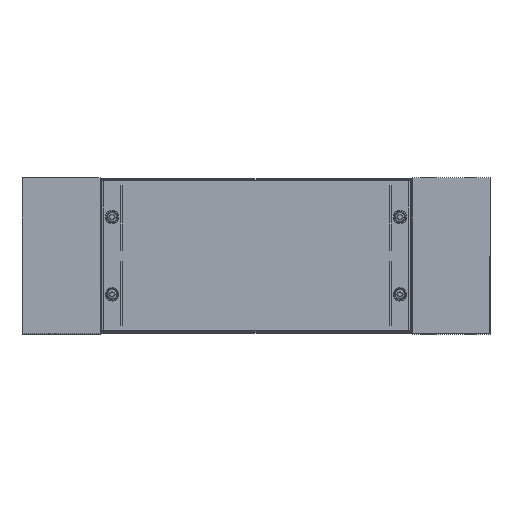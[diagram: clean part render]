
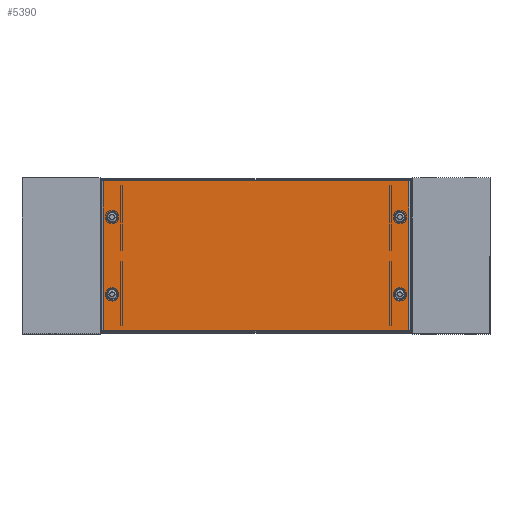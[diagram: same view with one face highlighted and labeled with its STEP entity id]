
A CAD part, top view. The second image highlights one B-rep face of the part: STEP entity #5390.
In plain terms, the highlighted planar face has unit normal (0, 0, 1).
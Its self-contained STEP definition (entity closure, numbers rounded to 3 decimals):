
#35 = EDGE_LOOP ( 'NONE', ( #5789, #5957, #5801, #3097 ) ) ;
#286 = CARTESIAN_POINT ( 'NONE',  ( 192.009, -49.5, 0.75 ) ) ;
#354 = VECTOR ( 'NONE', #1481, 1000. ) ;
#413 = CIRCLE ( 'NONE', #5932, 7.509 ) ;
#428 = LINE ( 'NONE', #1738, #354 ) ;
#536 = AXIS2_PLACEMENT_3D ( 'NONE', #2067, #1855, #1849 ) ;
#540 = DIRECTION ( 'NONE',  ( 0., 0., -1. ) ) ;
#679 = CARTESIAN_POINT ( 'NONE',  ( -196., -96., 0.75 ) ) ;
#783 = CARTESIAN_POINT ( 'NONE',  ( -196., 96., 0.75 ) ) ;
#861 = VECTOR ( 'NONE', #4833, 1000. ) ;
#865 = DIRECTION ( 'NONE',  ( -1., 0., 0. ) ) ;
#928 = LINE ( 'NONE', #4795, #861 ) ;
#955 = AXIS2_PLACEMENT_3D ( 'NONE', #6100, #5985, #5935 ) ;
#979 = DIRECTION ( 'NONE',  ( 1., 0., 0. ) ) ;
#1104 = CARTESIAN_POINT ( 'NONE',  ( 176.991, 49.5, 0.75 ) ) ;
#1133 = CARTESIAN_POINT ( 'NONE',  ( 0., -96., 0.75 ) ) ;
#1265 = CIRCLE ( 'NONE', #1414, 7.509 ) ;
#1373 = CARTESIAN_POINT ( 'NONE',  ( 196., 96., 0.75 ) ) ;
#1414 = AXIS2_PLACEMENT_3D ( 'NONE', #5073, #4829, #5056 ) ;
#1429 = CIRCLE ( 'NONE', #1929, 7.509 ) ;
#1459 = DIRECTION ( 'NONE',  ( 0., 0., -1. ) ) ;
#1466 = CARTESIAN_POINT ( 'NONE',  ( 184.5, 49.5, 0.75 ) ) ;
#1478 = CIRCLE ( 'NONE', #5972, 7.509 ) ;
#1481 = DIRECTION ( 'NONE',  ( 0., -1., 0. ) ) ;
#1738 = CARTESIAN_POINT ( 'NONE',  ( -196., 0., 0.75 ) ) ;
#1799 = VERTEX_POINT ( 'NONE', #286 ) ;
#1846 = CARTESIAN_POINT ( 'NONE',  ( 196., -96., 0.75 ) ) ;
#1849 = DIRECTION ( 'NONE',  ( -1., 0., 0. ) ) ;
#1855 = DIRECTION ( 'NONE',  ( 0., 0., -1. ) ) ;
#1929 = AXIS2_PLACEMENT_3D ( 'NONE', #6061, #5999, #6046 ) ;
#1944 = DIRECTION ( 'NONE',  ( 0., 1., 0. ) ) ;
#1961 = VERTEX_POINT ( 'NONE', #6792 ) ;
#1974 = CARTESIAN_POINT ( 'NONE',  ( 196., 0., 0.75 ) ) ;
#2067 = CARTESIAN_POINT ( 'NONE',  ( -184.5, -49.5, 0.75 ) ) ;
#2114 = CIRCLE ( 'NONE', #2766, 7.509 ) ;
#2298 = AXIS2_PLACEMENT_3D ( 'NONE', #3585, #3537, #3574 ) ;
#2313 = LINE ( 'NONE', #1974, #2319 ) ;
#2319 = VECTOR ( 'NONE', #1944, 1000. ) ;
#2419 = ORIENTED_EDGE ( 'NONE', *, *, #6022, .T. ) ;
#2448 = CARTESIAN_POINT ( 'NONE',  ( 192.009, 49.5, 0.75 ) ) ;
#2510 = EDGE_LOOP ( 'NONE', ( #5825, #5898 ) ) ;
#2624 = VERTEX_POINT ( 'NONE', #1104 ) ;
#2766 = AXIS2_PLACEMENT_3D ( 'NONE', #1466, #1459, #865 ) ;
#2830 = CARTESIAN_POINT ( 'NONE',  ( -192.009, 49.5, 0.75 ) ) ;
#2923 = CARTESIAN_POINT ( 'NONE',  ( -184.5, 49.5, 0.75 ) ) ;
#3012 = LINE ( 'NONE', #1133, #6627 ) ;
#3088 = VERTEX_POINT ( 'NONE', #679 ) ;
#3097 = ORIENTED_EDGE ( 'NONE', *, *, #6827, .T. ) ;
#3130 = EDGE_LOOP ( 'NONE', ( #5864, #5977 ) ) ;
#3155 = VERTEX_POINT ( 'NONE', #5727 ) ;
#3175 = EDGE_LOOP ( 'NONE', ( #2419, #4452 ) ) ;
#3232 = EDGE_LOOP ( 'NONE', ( #6800, #6049 ) ) ;
#3353 = CIRCLE ( 'NONE', #536, 7.509 ) ;
#3537 = DIRECTION ( 'NONE',  ( 0., 0., -1. ) ) ;
#3574 = DIRECTION ( 'NONE',  ( -1., 0., 0. ) ) ;
#3585 = CARTESIAN_POINT ( 'NONE',  ( -184.5, 49.5, 0.75 ) ) ;
#3637 = EDGE_CURVE ( 'NONE', #4817, #1961, #6519, .T. ) ;
#3881 = CARTESIAN_POINT ( 'NONE',  ( -176.991, -49.5, 0.75 ) ) ;
#4127 = EDGE_CURVE ( 'NONE', #1961, #4817, #4157, .T. ) ;
#4157 = CIRCLE ( 'NONE', #2298, 7.509 ) ;
#4254 = FACE_BOUND ( 'NONE', #2510, .T. ) ;
#4265 = FACE_BOUND ( 'NONE', #3175, .T. ) ;
#4290 = EDGE_CURVE ( 'NONE', #3155, #5502, #3353, .T. ) ;
#4358 = FACE_BOUND ( 'NONE', #3232, .T. ) ;
#4367 = FACE_BOUND ( 'NONE', #3130, .T. ) ;
#4452 = ORIENTED_EDGE ( 'NONE', *, *, #4488, .T. ) ;
#4488 = EDGE_CURVE ( 'NONE', #5829, #1799, #413, .T. ) ;
#4507 = FACE_OUTER_BOUND ( 'NONE', #35, .T. ) ;
#4607 = DIRECTION ( 'NONE',  ( -1., 0., 0. ) ) ;
#4625 = DIRECTION ( 'NONE',  ( 0., 0., -1. ) ) ;
#4627 = CARTESIAN_POINT ( 'NONE',  ( -184.5, -49.5, 0.75 ) ) ;
#4666 = EDGE_CURVE ( 'NONE', #5502, #3155, #1478, .T. ) ;
#4795 = CARTESIAN_POINT ( 'NONE',  ( 0., 96., 0.75 ) ) ;
#4817 = VERTEX_POINT ( 'NONE', #2830 ) ;
#4829 = DIRECTION ( 'NONE',  ( 0., 0., -1. ) ) ;
#4833 = DIRECTION ( 'NONE',  ( -1., 0., 0. ) ) ;
#4843 = DIRECTION ( 'NONE',  ( -1., 0., 0. ) ) ;
#4896 = VERTEX_POINT ( 'NONE', #1846 ) ;
#4990 = VERTEX_POINT ( 'NONE', #783 ) ;
#5056 = DIRECTION ( 'NONE',  ( -1., 0., 0. ) ) ;
#5073 = CARTESIAN_POINT ( 'NONE',  ( 184.5, 49.5, 0.75 ) ) ;
#5390 = ADVANCED_FACE ( 'NONE', ( #4507, #4254, #4367, #4265, #4358 ), #6001, .F. ) ;
#5502 = VERTEX_POINT ( 'NONE', #3881 ) ;
#5727 = CARTESIAN_POINT ( 'NONE',  ( -192.009, -49.5, 0.75 ) ) ;
#5789 = ORIENTED_EDGE ( 'NONE', *, *, #6454, .T. ) ;
#5801 = ORIENTED_EDGE ( 'NONE', *, *, #7017, .T. ) ;
#5825 = ORIENTED_EDGE ( 'NONE', *, *, #4127, .T. ) ;
#5829 = VERTEX_POINT ( 'NONE', #6941 ) ;
#5864 = ORIENTED_EDGE ( 'NONE', *, *, #4666, .T. ) ;
#5898 = ORIENTED_EDGE ( 'NONE', *, *, #3637, .T. ) ;
#5932 = AXIS2_PLACEMENT_3D ( 'NONE', #6213, #6211, #6201 ) ;
#5935 = DIRECTION ( 'NONE',  ( -1., 0., 0. ) ) ;
#5957 = ORIENTED_EDGE ( 'NONE', *, *, #6175, .T. ) ;
#5972 = AXIS2_PLACEMENT_3D ( 'NONE', #4627, #4625, #4607 ) ;
#5977 = ORIENTED_EDGE ( 'NONE', *, *, #4290, .T. ) ;
#5985 = DIRECTION ( 'NONE',  ( 0., 0., -1. ) ) ;
#5999 = DIRECTION ( 'NONE',  ( 0., 0., -1. ) ) ;
#6001 = PLANE ( 'NONE',  #955 ) ;
#6022 = EDGE_CURVE ( 'NONE', #1799, #5829, #1429, .T. ) ;
#6046 = DIRECTION ( 'NONE',  ( -1., 0., 0. ) ) ;
#6049 = ORIENTED_EDGE ( 'NONE', *, *, #6065, .T. ) ;
#6061 = CARTESIAN_POINT ( 'NONE',  ( 184.5, -49.5, 0.75 ) ) ;
#6065 = EDGE_CURVE ( 'NONE', #2624, #6142, #1265, .T. ) ;
#6100 = CARTESIAN_POINT ( 'NONE',  ( 0., 0., 0.75 ) ) ;
#6142 = VERTEX_POINT ( 'NONE', #2448 ) ;
#6175 = EDGE_CURVE ( 'NONE', #4990, #3088, #428, .T. ) ;
#6201 = DIRECTION ( 'NONE',  ( -1., 0., 0. ) ) ;
#6211 = DIRECTION ( 'NONE',  ( 0., 0., -1. ) ) ;
#6213 = CARTESIAN_POINT ( 'NONE',  ( 184.5, -49.5, 0.75 ) ) ;
#6411 = AXIS2_PLACEMENT_3D ( 'NONE', #2923, #540, #4843 ) ;
#6454 = EDGE_CURVE ( 'NONE', #6949, #4990, #928, .T. ) ;
#6519 = CIRCLE ( 'NONE', #6411, 7.509 ) ;
#6627 = VECTOR ( 'NONE', #979, 1000. ) ;
#6792 = CARTESIAN_POINT ( 'NONE',  ( -176.991, 49.5, 0.75 ) ) ;
#6800 = ORIENTED_EDGE ( 'NONE', *, *, #6912, .T. ) ;
#6827 = EDGE_CURVE ( 'NONE', #4896, #6949, #2313, .T. ) ;
#6912 = EDGE_CURVE ( 'NONE', #6142, #2624, #2114, .T. ) ;
#6941 = CARTESIAN_POINT ( 'NONE',  ( 176.991, -49.5, 0.75 ) ) ;
#6949 = VERTEX_POINT ( 'NONE', #1373 ) ;
#7017 = EDGE_CURVE ( 'NONE', #3088, #4896, #3012, .T. ) ;
